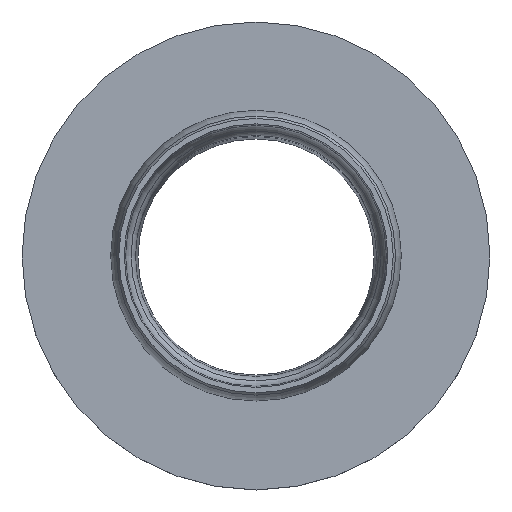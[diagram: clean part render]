
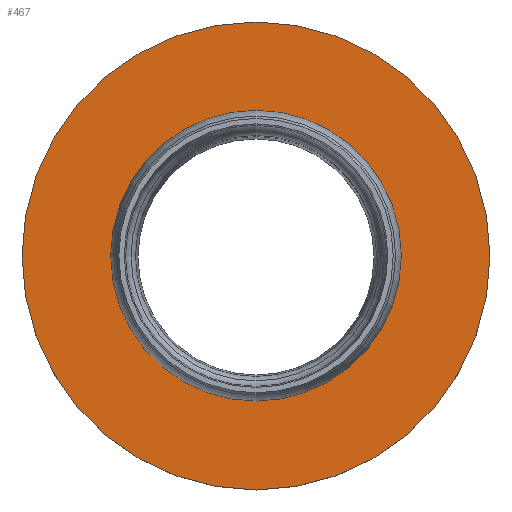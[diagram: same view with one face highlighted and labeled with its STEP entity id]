
A CAD part, top view. The second image highlights one B-rep face of the part: STEP entity #467.
In plain terms, the highlighted planar face has unit normal (0, 0, 1).
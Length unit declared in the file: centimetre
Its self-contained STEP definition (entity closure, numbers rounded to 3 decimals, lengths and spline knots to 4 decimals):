
#23=FACE_BOUND('',#132,.T.);
#29=PLANE('',#549);
#99=FACE_OUTER_BOUND('',#131,.T.);
#131=EDGE_LOOP('',(#417));
#132=EDGE_LOOP('',(#418));
#185=CIRCLE('',#544,52.);
#188=CIRCLE('',#548,95.);
#227=VERTEX_POINT('',#851);
#230=VERTEX_POINT('',#859);
#289=EDGE_CURVE('',#227,#227,#185,.T.);
#294=EDGE_CURVE('',#230,#230,#188,.T.);
#417=ORIENTED_EDGE('',*,*,#294,.T.);
#418=ORIENTED_EDGE('',*,*,#289,.T.);
#467=ADVANCED_FACE('',(#99,#23),#29,.T.);
#544=AXIS2_PLACEMENT_3D('',#852,#705,#706);
#548=AXIS2_PLACEMENT_3D('',#861,#715,#716);
#549=AXIS2_PLACEMENT_3D('',#862,#717,#718);
#705=DIRECTION('center_axis',(0.,0.,-1.));
#706=DIRECTION('ref_axis',(1.,0.,0.));
#715=DIRECTION('center_axis',(0.,0.,1.));
#716=DIRECTION('ref_axis',(1.,0.,0.));
#717=DIRECTION('center_axis',(0.,0.,1.));
#718=DIRECTION('ref_axis',(-1.,0.,0.));
#851=CARTESIAN_POINT('',(-52.,0.,240.));
#852=CARTESIAN_POINT('Origin',(0.,0.,
240.));
#859=CARTESIAN_POINT('',(-95.,0.,240.));
#861=CARTESIAN_POINT('Origin',(0.,0.,
240.));
#862=CARTESIAN_POINT('Origin',(0.,0.,
240.));
